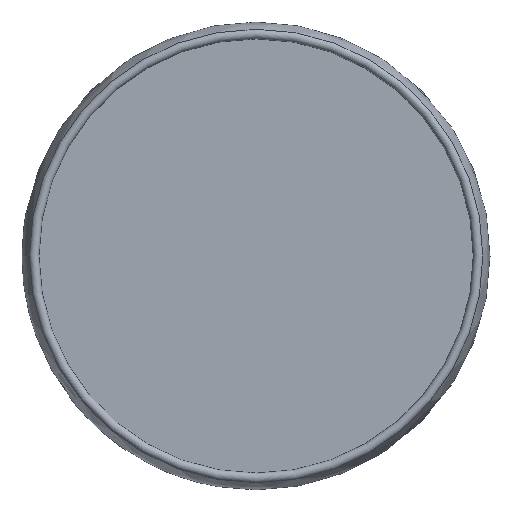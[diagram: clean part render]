
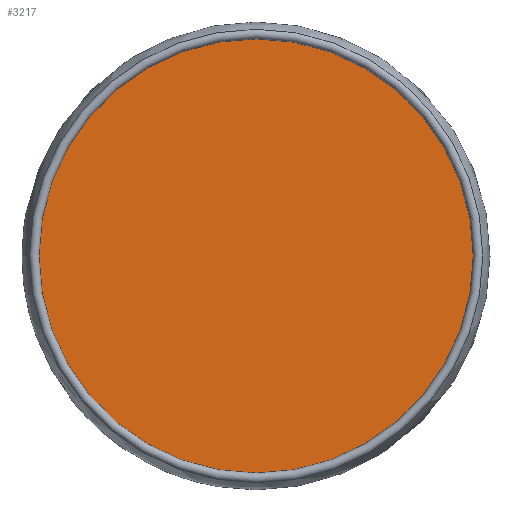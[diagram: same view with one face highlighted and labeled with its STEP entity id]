
A CAD part, front view. The second image highlights one B-rep face of the part: STEP entity #3217.
In plain terms, the highlighted face is planar.
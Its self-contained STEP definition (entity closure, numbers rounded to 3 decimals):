
#233=PLANE('',#3692);
#795=FACE_OUTER_BOUND('',#989,.T.);
#989=EDGE_LOOP('',(#2387));
#1290=CIRCLE('',#3690,291.5);
#1533=VERTEX_POINT('',#6162);
#1870=EDGE_CURVE('',#1533,#1533,#1290,.T.);
#2387=ORIENTED_EDGE('',*,*,#1870,.T.);
#3217=ADVANCED_FACE('',(#795),#233,.T.);
#3690=AXIS2_PLACEMENT_3D('',#6164,#4224,#4225);
#3692=AXIS2_PLACEMENT_3D('',#6166,#4228,#4229);
#4224=DIRECTION('center_axis',(0.,0.,-1.));
#4225=DIRECTION('ref_axis',(-1.,0.,0.));
#4228=DIRECTION('center_axis',(0.,0.,-1.));
#4229=DIRECTION('ref_axis',(-1.,0.,0.));
#6162=CARTESIAN_POINT('',(291.5,0.,0.));
#6164=CARTESIAN_POINT('Origin',(0.,0.,0.));
#6166=CARTESIAN_POINT('Origin',(0.,0.,0.));
